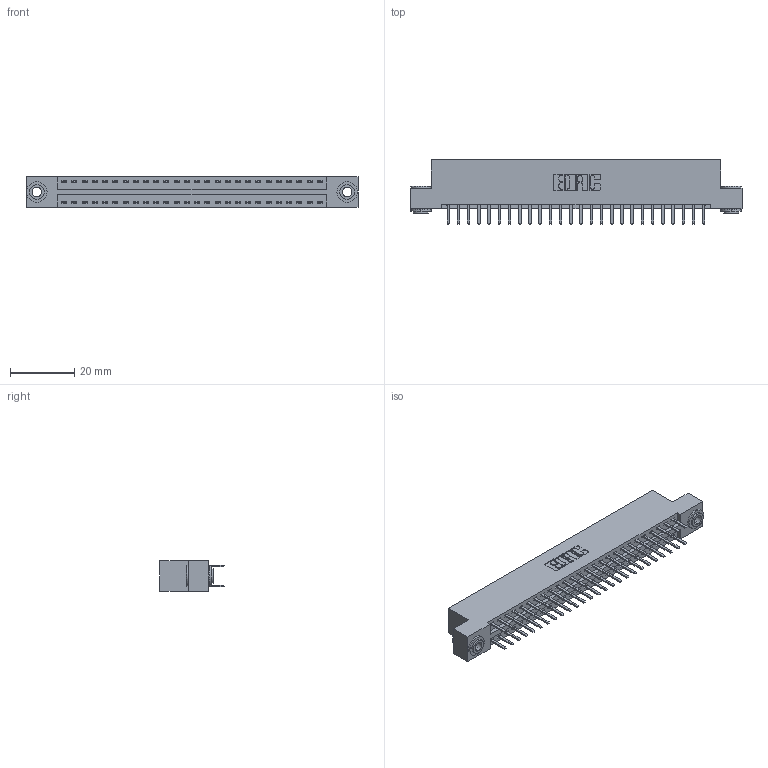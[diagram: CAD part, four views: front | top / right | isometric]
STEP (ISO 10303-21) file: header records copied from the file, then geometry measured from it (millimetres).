
FILE_DESCRIPTION (( 'STEP AP203' ), '1' );
FILE_NAME ('346-052-520-203.STEP', '2018-08-27T23:28:34', ( '' ), ( '' ), 'SwSTEP 2.0', 'SolidWorks 2016', '' );
FILE_SCHEMA (( 'CONFIG_CONTROL_DESIGN' ));
Length unit declared in the file: inch
Products named in the file (4): 346-052-520-203; 346 Part_Flush Mounting Lugs - 0.156 Dia-TH; 345-292-001_345-293-120; 345-250-002_345-250-002-102
Assembly tree (55 placements, depth 2):
  346-052-520-203
    346 Part_Flush Mounting Lugs - 0.156 Dia-TH
    345-292-001_345-293-120  x52
    345-250-002_345-250-002-102  x2
Bounding box: 103.12 x 20.02 x 9.4 mm (x, y, z)
Volume: 9928.1 mm3; surface area: 13556 mm2
Topology: 55 solids, 55 shells, 3072 faces, 8881 edges, 5778 vertices
Faces by surface type: plane 2010, cylinder 1054, cone 8
Entity records: 19886 total; most frequent: CARTESIAN_POINT 3287, ORIENTED_EDGE 3202, DIRECTION 2967, EDGE_CURVE 1601, LINE 1337, VECTOR 1337, VERTEX_POINT 1062, AXIS2_PLACEMENT_3D 815
